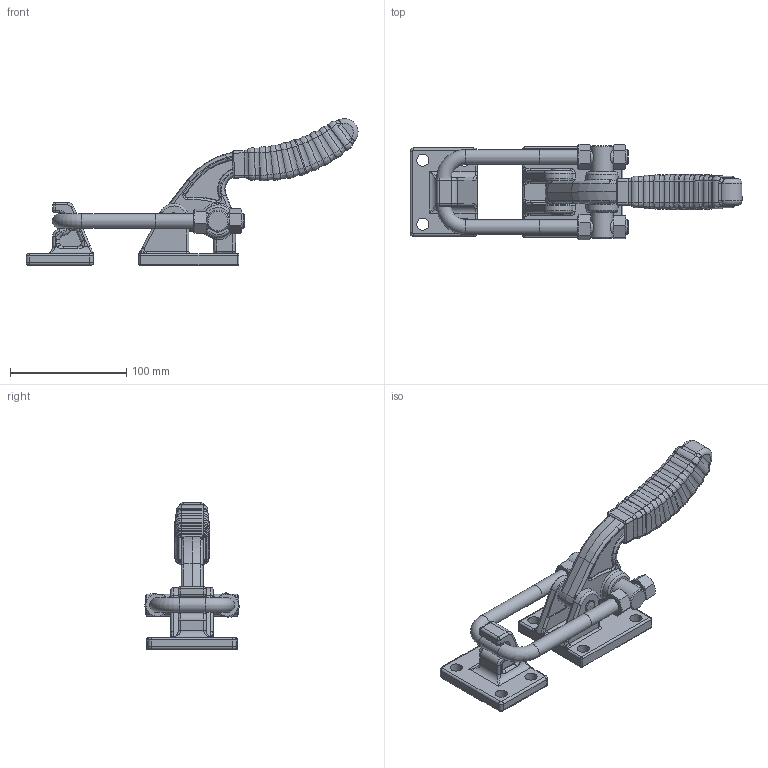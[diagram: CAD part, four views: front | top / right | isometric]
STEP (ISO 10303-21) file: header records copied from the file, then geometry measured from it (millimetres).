
FILE_DESCRIPTION(/* description */ (''),/* implementation_level */ '2;1');
FILE_NAME(/* name */ 'HC19 - 150.stp',/* time_stamp */ '2022-02-18T15:32:28+00:00',/* author */ ('Sandfield Engineering'),/* organization */ ('Sandfield Engineering'),/* preprocessor_version */ 'ST-DEVELOPER v18.1',/* originating_system */ 'Autodesk Inventor 2021',/* authorisation */ '');
FILE_SCHEMA (('AUTOMOTIVE_DESIGN { 1 0 10303 214 3 1 1 }'));
Length unit declared in the file: millimetre
Products named in the file (6): HC19 - 150; HC19 - Base; HC19 - Handle; HC19 - Pivot; HC19 - Latch Plate; HC19 - 150 Hook
Assembly tree (5 placements, depth 2):
  HC19 - 150
    HC19 - Base
    HC19 - Handle
    HC19 - Pivot
    HC19 - Latch Plate
    HC19 - 150 Hook
Bounding box: 285.55 x 82.17 x 126.03 mm (x, y, z)
Volume: 348850.3 mm3; surface area: 106158.7 mm2
Topology: 9 solids, 9 shells, 740 faces, 1749 edges, 999 vertices
Faces by surface type: bspline 283, cylinder 162, plane 115, torus 84, cone 78, sphere 18
Full cylindrical faces by diameter (mm): 10 x2, 10.5 x8, 12.69 x2, 12.7 x7, 13 x2, 19.05 x2
Entity records: 31044 total; most frequent: CARTESIAN_POINT 14324, ORIENTED_EDGE 3470, DIRECTION 3069, EDGE_CURVE 1735, AXIS2_PLACEMENT_3D 1312, VERTEX_POINT 1011, EDGE_LOOP 780, CIRCLE 766
